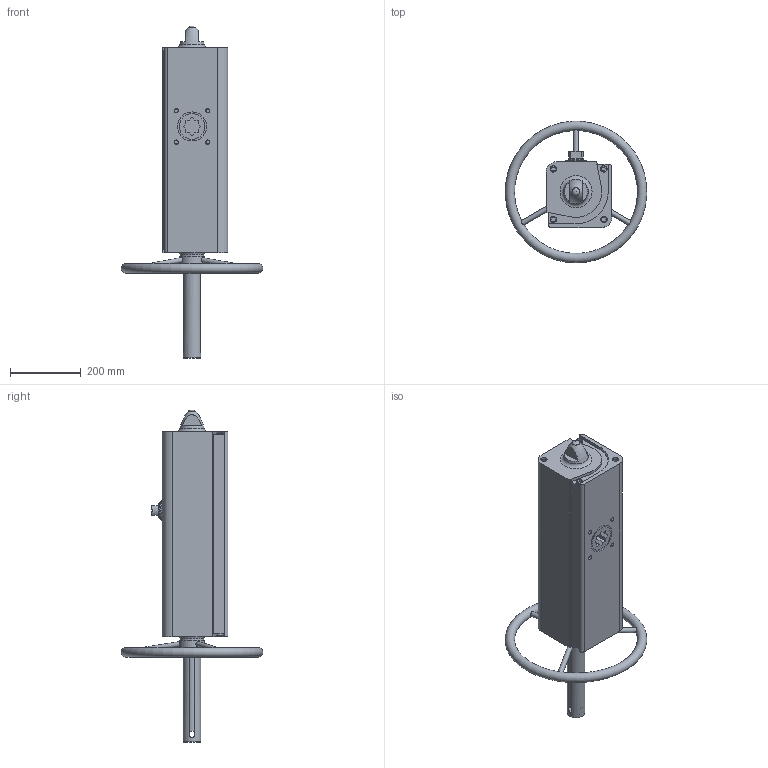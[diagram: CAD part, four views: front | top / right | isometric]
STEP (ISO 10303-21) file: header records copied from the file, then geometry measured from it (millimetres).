
FILE_DESCRIPTION(/* description */ ('STEP AP214'),/* implementation_level */ '2;1');
FILE_NAME(/* name */ '8005022_DAPS-1440-090-R-F12-MW-T6',/* time_stamp */ '2024-08-13T17:55:28+02:00',/* author */ ('License CC BY-ND 4.0'),/* organization */ ('CADENAS'),/* preprocessor_version */ 'ST-DEVELOPER v19.3',/* originating_system */ 'PARTsolutions',/* authorisation */ ' ');
FILE_SCHEMA (('AUTOMOTIVE_DESIGN {1 0 10303 214 3 1 1}'));
Length unit declared in the file: millimetre
Products named in the file (3): 8005022 DAPS-1440-090-R-F12-MW-T6---0; 8005022 DAPS-1440-090-R-F12-MW-T6---(1); 8005022 DAPS-1440-090-R-F12-MW-T6---(2)
Assembly tree (2 placements, depth 2):
  8005022 DAPS-1440-090-R-F12-MW-T6---0
    8005022 DAPS-1440-090-R-F12-MW-T6---(1)
    8005022 DAPS-1440-090-R-F12-MW-T6---(2)
Bounding box: 399.63 x 399.99 x 936.9 mm (x, y, z)
Volume: 20774881.9 mm3; surface area: 768890.7 mm2
Topology: 2 solids, 2 shells, 266 faces, 649 edges, 423 vertices
Faces by surface type: plane 176, cylinder 57, cone 20, torus 12, sphere 1
Full cylindrical faces by diameter (mm): 4.134 x8, 4.917 x1, 10.106 x4, 11.445 x2, 14 x3, 18 x8, 45 x2, 49.5 x1, 50 x1, 58 x2, 66.667 x1, 70 x1, 72 x2, 82 x1
Entity records: 7441 total; most frequent: CARTESIAN_POINT 1420, DIRECTION 1234, ORIENTED_EDGE 1106, EDGE_CURVE 553, AXIS2_PLACEMENT_3D 432, VERTEX_POINT 400, FACE_BOUND 383, EDGE_LOOP 382
